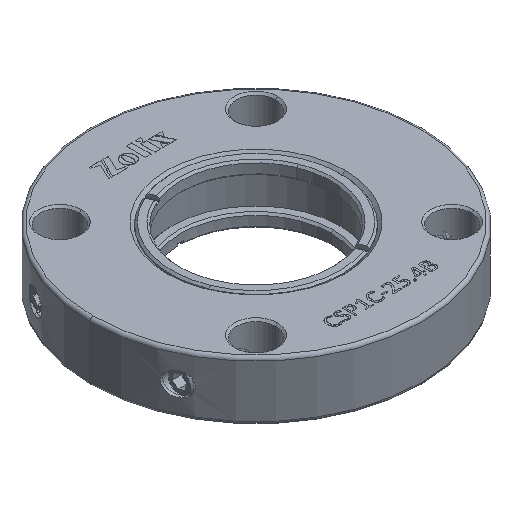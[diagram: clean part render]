
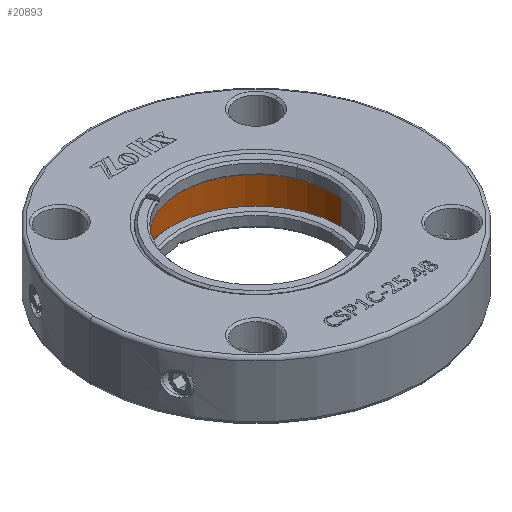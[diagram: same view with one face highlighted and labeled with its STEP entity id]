
A CAD part, isometric view. The second image highlights one B-rep face of the part: STEP entity #20893.
In plain terms, the highlighted cylindrical face has radius 13.145 mm (diameter 26.29 mm), a partial arc.
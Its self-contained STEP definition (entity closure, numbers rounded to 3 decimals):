
#722 = DIRECTION ( 'NONE',  ( 0., 0., -1. ) ) ;
#1478 = AXIS2_PLACEMENT_3D ( 'NONE', #17337, #15030, #19506 ) ;
#1607 = VERTEX_POINT ( 'NONE', #25617 ) ;
#2455 = CARTESIAN_POINT ( 'NONE',  ( -29.845, 4.814, 4. ) ) ;
#2757 = CYLINDRICAL_SURFACE ( 'NONE', #1478, 13.145 ) ;
#2876 = CIRCLE ( 'NONE', #25475, 13.145 ) ;
#4108 = ORIENTED_EDGE ( 'NONE', *, *, #12481, .T. ) ;
#4201 = CARTESIAN_POINT ( 'NONE',  ( -29.845, 4.814, -4. ) ) ;
#4836 = CARTESIAN_POINT ( 'NONE',  ( -16.7, 4.814, 4. ) ) ;
#5193 = ORIENTED_EDGE ( 'NONE', *, *, #7756, .T. ) ;
#5524 = DIRECTION ( 'NONE',  ( 0., 0., 1. ) ) ;
#6232 = LINE ( 'NONE', #10335, #15490 ) ;
#6742 = DIRECTION ( 'NONE',  ( 1., 0., 0. ) ) ;
#7556 = CARTESIAN_POINT ( 'NONE',  ( -3.555, 4.814, -4.5 ) ) ;
#7756 = EDGE_CURVE ( 'NONE', #22488, #21809, #2876, .T. ) ;
#8089 = EDGE_CURVE ( 'NONE', #22488, #23294, #6232, .T. ) ;
#8721 = CIRCLE ( 'NONE', #22593, 13.145 ) ;
#8931 = DIRECTION ( 'NONE',  ( 0., 0., 1. ) ) ;
#9690 = ORIENTED_EDGE ( 'NONE', *, *, #8089, .F. ) ;
#10335 = CARTESIAN_POINT ( 'NONE',  ( -29.845, 4.814, -4.5 ) ) ;
#11137 = EDGE_CURVE ( 'NONE', #1607, #23294, #8721, .T. ) ;
#12051 = LINE ( 'NONE', #7556, #20513 ) ;
#12102 = DIRECTION ( 'NONE',  ( 0., 0., 1. ) ) ;
#12214 = FACE_OUTER_BOUND ( 'NONE', #15313, .T. ) ;
#12481 = EDGE_CURVE ( 'NONE', #21809, #1607, #12051, .T. ) ;
#15030 = DIRECTION ( 'NONE',  ( 0., 0., 1. ) ) ;
#15313 = EDGE_LOOP ( 'NONE', ( #9690, #5193, #4108, #21215 ) ) ;
#15490 = VECTOR ( 'NONE', #12102, 1000. ) ;
#16876 = CARTESIAN_POINT ( 'NONE',  ( -3.555, 4.814, -4. ) ) ;
#17337 = CARTESIAN_POINT ( 'NONE',  ( -16.7, 4.814, -4.5 ) ) ;
#19506 = DIRECTION ( 'NONE',  ( 1., 0., 0. ) ) ;
#20513 = VECTOR ( 'NONE', #5524, 1000. ) ;
#20893 = ADVANCED_FACE ( 'NONE', ( #12214 ), #2757, .F. ) ;
#21215 = ORIENTED_EDGE ( 'NONE', *, *, #11137, .T. ) ;
#21398 = DIRECTION ( 'NONE',  ( 1., 0., 0. ) ) ;
#21809 = VERTEX_POINT ( 'NONE', #16876 ) ;
#22488 = VERTEX_POINT ( 'NONE', #4201 ) ;
#22593 = AXIS2_PLACEMENT_3D ( 'NONE', #4836, #8931, #6742 ) ;
#23294 = VERTEX_POINT ( 'NONE', #2455 ) ;
#25475 = AXIS2_PLACEMENT_3D ( 'NONE', #25622, #722, #21398 ) ;
#25617 = CARTESIAN_POINT ( 'NONE',  ( -3.555, 4.814, 4. ) ) ;
#25622 = CARTESIAN_POINT ( 'NONE',  ( -16.7, 4.814, -4. ) ) ;
